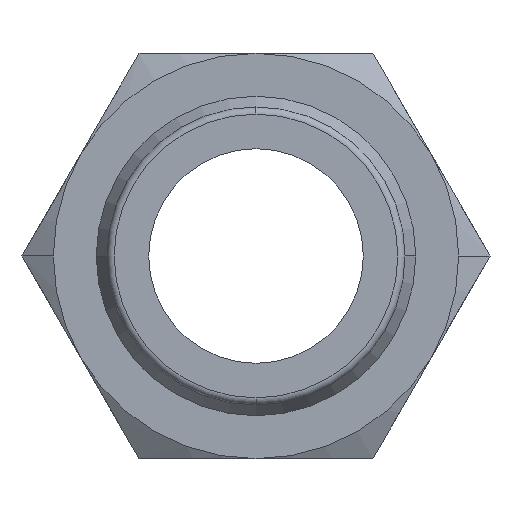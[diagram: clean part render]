
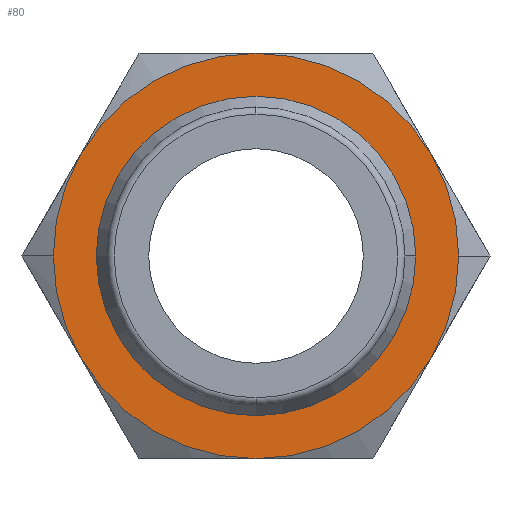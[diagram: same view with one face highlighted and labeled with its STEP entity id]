
A CAD part, front view. The second image highlights one B-rep face of the part: STEP entity #80.
In plain terms, the highlighted planar face has unit normal (0, -1, 0).
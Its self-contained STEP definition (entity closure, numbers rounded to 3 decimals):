
#80=ADVANCED_FACE('',(#191,#192),#193,.T.);
#191=FACE_OUTER_BOUND('',#334,.T.);
#192=FACE_BOUND('',#335,.T.);
#193=PLANE('',#336);
#334=EDGE_LOOP('',(#497,#498,#499,#500,#501,#502,#503,#504));
#335=EDGE_LOOP('',(#505,#506));
#336=AXIS2_PLACEMENT_3D('',#507,#508,#509);
#497=ORIENTED_EDGE('',*,*,#845,.T.);
#498=ORIENTED_EDGE('',*,*,#821,.T.);
#499=ORIENTED_EDGE('',*,*,#846,.T.);
#500=ORIENTED_EDGE('',*,*,#847,.T.);
#501=ORIENTED_EDGE('',*,*,#842,.T.);
#502=ORIENTED_EDGE('',*,*,#848,.T.);
#503=ORIENTED_EDGE('',*,*,#829,.T.);
#504=ORIENTED_EDGE('',*,*,#834,.T.);
#505=ORIENTED_EDGE('',*,*,#849,.F.);
#506=ORIENTED_EDGE('',*,*,#850,.F.);
#507=CARTESIAN_POINT('',(-4.25,14.0,0.0));
#508=DIRECTION('',(0.,-1.0,0.0));
#509=DIRECTION('',(-1.0,0.,0.0));
#821=EDGE_CURVE('',#959,#961,#963,.T.);
#829=EDGE_CURVE('',#977,#975,#978,.T.);
#834=EDGE_CURVE('',#975,#983,#985,.T.);
#842=EDGE_CURVE('',#999,#996,#1000,.T.);
#845=EDGE_CURVE('',#983,#959,#1003,.T.);
#846=EDGE_CURVE('',#961,#1004,#1005,.T.);
#847=EDGE_CURVE('',#1004,#999,#1006,.T.);
#848=EDGE_CURVE('',#996,#977,#1007,.T.);
#849=EDGE_CURVE('',#1008,#1009,#1010,.T.);
#850=EDGE_CURVE('',#1009,#1008,#1011,.T.);
#959=VERTEX_POINT('',#1153);
#961=VERTEX_POINT('',#1156);
#963=CIRCLE('',#1169,8.5);
#975=VERTEX_POINT('',#1183);
#977=VERTEX_POINT('',#1196);
#978=CIRCLE('',#1197,8.5);
#983=VERTEX_POINT('',#1224);
#985=CIRCLE('',#1237,8.5);
#996=VERTEX_POINT('',#1250);
#999=VERTEX_POINT('',#1254);
#1000=CIRCLE('',#1255,8.5);
#1003=CIRCLE('',#1269,8.5);
#1004=VERTEX_POINT('',#1270);
#1005=CIRCLE('',#1271,8.5);
#1006=CIRCLE('',#1272,8.5);
#1007=CIRCLE('',#1273,8.5);
#1008=VERTEX_POINT('',#1274);
#1009=VERTEX_POINT('',#1275);
#1010=CIRCLE('',#1276,6.7);
#1011=CIRCLE('',#1277,6.7);
#1153=CARTESIAN_POINT('',(-8.5,14.0,0.));
#1156=CARTESIAN_POINT('',(-7.361,14.0,-4.25));
#1169=AXIS2_PLACEMENT_3D('',#1516,#1517,#1518);
#1183=CARTESIAN_POINT('',(0.,14.0,8.5));
#1196=CARTESIAN_POINT('',(7.361,14.0,4.25));
#1197=AXIS2_PLACEMENT_3D('',#1527,#1528,#1529);
#1224=CARTESIAN_POINT('',(-7.361,14.0,4.25));
#1237=AXIS2_PLACEMENT_3D('',#1530,#1531,#1532);
#1250=CARTESIAN_POINT('',(8.5,14.0,0.));
#1254=CARTESIAN_POINT('',(7.361,14.0,-4.25));
#1255=AXIS2_PLACEMENT_3D('',#1542,#1543,#1544);
#1269=AXIS2_PLACEMENT_3D('',#1545,#1546,#1547);
#1270=CARTESIAN_POINT('',(0.,14.0,-8.5));
#1271=AXIS2_PLACEMENT_3D('',#1548,#1549,#1550);
#1272=AXIS2_PLACEMENT_3D('',#1551,#1552,#1553);
#1273=AXIS2_PLACEMENT_3D('',#1554,#1555,#1556);
#1274=CARTESIAN_POINT('',(-6.7,14.0,0.));
#1275=CARTESIAN_POINT('',(6.7,14.0,0.));
#1276=AXIS2_PLACEMENT_3D('',#1557,#1558,#1559);
#1277=AXIS2_PLACEMENT_3D('',#1560,#1561,#1562);
#1516=CARTESIAN_POINT('',(0.,14.0,0.0));
#1517=DIRECTION('',(0.,-1.0,0.0));
#1518=DIRECTION('',(-1.0,0.,0.0));
#1527=CARTESIAN_POINT('',(0.,14.0,0.0));
#1528=DIRECTION('',(0.,-1.0,0.0));
#1529=DIRECTION('',(-1.0,0.,0.0));
#1530=CARTESIAN_POINT('',(0.,14.0,0.0));
#1531=DIRECTION('',(0.,-1.0,0.0));
#1532=DIRECTION('',(-1.0,0.,0.0));
#1542=CARTESIAN_POINT('',(0.,14.0,0.0));
#1543=DIRECTION('',(0.,-1.0,0.0));
#1544=DIRECTION('',(-1.0,0.,0.0));
#1545=CARTESIAN_POINT('',(0.,14.0,0.0));
#1546=DIRECTION('',(0.,-1.0,0.0));
#1547=DIRECTION('',(-1.0,0.,0.0));
#1548=CARTESIAN_POINT('',(0.,14.0,0.0));
#1549=DIRECTION('',(0.,-1.0,0.0));
#1550=DIRECTION('',(-1.0,0.,0.0));
#1551=CARTESIAN_POINT('',(0.,14.0,0.0));
#1552=DIRECTION('',(0.,-1.0,0.0));
#1553=DIRECTION('',(-1.0,0.,0.0));
#1554=CARTESIAN_POINT('',(0.,14.0,0.0));
#1555=DIRECTION('',(0.,-1.0,0.0));
#1556=DIRECTION('',(-1.0,0.,0.0));
#1557=CARTESIAN_POINT('',(0.0,14.0,0.0));
#1558=DIRECTION('',(0.,-1.0,0.0));
#1559=DIRECTION('',(1.0,0.,0.0));
#1560=CARTESIAN_POINT('',(0.0,14.0,0.0));
#1561=DIRECTION('',(0.,-1.0,0.0));
#1562=DIRECTION('',(1.0,0.,0.0));
